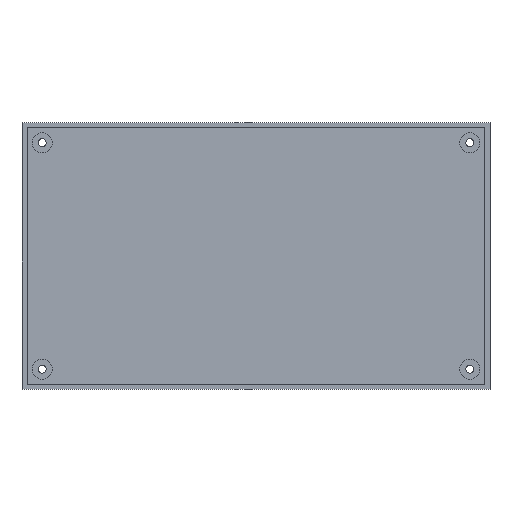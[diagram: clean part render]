
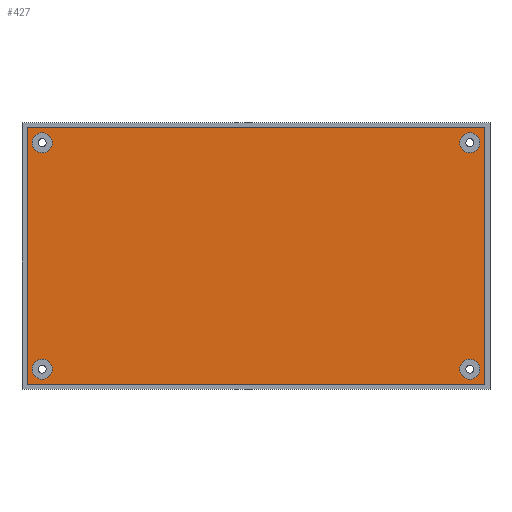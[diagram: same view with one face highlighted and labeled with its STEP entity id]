
A CAD part, top view. The second image highlights one B-rep face of the part: STEP entity #427.
In plain terms, the highlighted planar face has unit normal (0, 0, 1).
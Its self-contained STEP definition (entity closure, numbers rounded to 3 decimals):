
#32=LINE('',#666,#56);
#33=LINE('',#669,#57);
#34=LINE('',#671,#58);
#35=LINE('',#673,#59);
#56=VECTOR('',#532,1000.);
#57=VECTOR('',#533,1000.);
#58=VECTOR('',#534,1000.);
#59=VECTOR('',#535,1000.);
#80=ORIENTED_EDGE('',*,*,#176,.F.);
#81=ORIENTED_EDGE('',*,*,#177,.T.);
#82=ORIENTED_EDGE('',*,*,#178,.T.);
#83=ORIENTED_EDGE('',*,*,#179,.T.);
#84=ORIENTED_EDGE('',*,*,#180,.T.);
#85=ORIENTED_EDGE('',*,*,#181,.F.);
#86=ORIENTED_EDGE('',*,*,#182,.F.);
#87=ORIENTED_EDGE('',*,*,#183,.F.);
#176=EDGE_CURVE('',#224,#224,#264,.T.);
#177=EDGE_CURVE('',#225,#226,#32,.T.);
#178=EDGE_CURVE('',#226,#227,#33,.T.);
#179=EDGE_CURVE('',#227,#228,#34,.T.);
#180=EDGE_CURVE('',#228,#225,#35,.T.);
#181=EDGE_CURVE('',#229,#229,#265,.T.);
#182=EDGE_CURVE('',#230,#230,#266,.T.);
#183=EDGE_CURVE('',#231,#231,#267,.T.);
#224=VERTEX_POINT('',#665);
#225=VERTEX_POINT('',#667);
#226=VERTEX_POINT('',#668);
#227=VERTEX_POINT('',#670);
#228=VERTEX_POINT('',#672);
#229=VERTEX_POINT('',#675);
#230=VERTEX_POINT('',#677);
#231=VERTEX_POINT('',#679);
#264=CIRCLE('',#472,4.);
#265=CIRCLE('',#473,4.);
#266=CIRCLE('',#474,4.);
#267=CIRCLE('',#475,4.);
#288=EDGE_LOOP('',(#80));
#289=EDGE_LOOP('',(#81,#82,#83,#84));
#290=EDGE_LOOP('',(#85));
#291=EDGE_LOOP('',(#86));
#292=EDGE_LOOP('',(#87));
#348=FACE_BOUND('',#288,.T.);
#349=FACE_BOUND('',#289,.T.);
#350=FACE_BOUND('',#290,.T.);
#351=FACE_BOUND('',#291,.T.);
#352=FACE_BOUND('',#292,.T.);
#408=PLANE('',#471);
#427=ADVANCED_FACE('',(#348,#349,#350,#351,#352),#408,.T.);
#471=AXIS2_PLACEMENT_3D('',#663,#528,#529);
#472=AXIS2_PLACEMENT_3D('',#664,#530,#531);
#473=AXIS2_PLACEMENT_3D('',#674,#536,#537);
#474=AXIS2_PLACEMENT_3D('',#676,#538,#539);
#475=AXIS2_PLACEMENT_3D('',#678,#540,#541);
#528=DIRECTION('',(0.,0.,1.));
#529=DIRECTION('',(1.,0.,0.));
#530=DIRECTION('',(0.,0.,1.));
#531=DIRECTION('',(0.,1.,0.));
#532=DIRECTION('',(0.,1.,0.));
#533=DIRECTION('',(-1.,0.,0.));
#534=DIRECTION('',(0.,-1.,0.));
#535=DIRECTION('',(1.,0.,0.));
#536=DIRECTION('',(0.,0.,1.));
#537=DIRECTION('',(1.,0.,0.));
#538=DIRECTION('',(0.,0.,1.));
#539=DIRECTION('',(1.,0.,0.));
#540=DIRECTION('',(0.,0.,1.));
#541=DIRECTION('',(1.,0.,0.));
#663=CARTESIAN_POINT('',(0.,0.,1.));
#664=CARTESIAN_POINT('',(85.,45.,1.));
#665=CARTESIAN_POINT('',(85.,49.,1.));
#666=CARTESIAN_POINT('',(91.,-51.,1.));
#667=CARTESIAN_POINT('',(91.,-51.,1.));
#668=CARTESIAN_POINT('',(91.,51.,1.));
#669=CARTESIAN_POINT('',(91.,51.,1.));
#670=CARTESIAN_POINT('',(-91.,51.,1.));
#671=CARTESIAN_POINT('',(-91.,51.,1.));
#672=CARTESIAN_POINT('',(-91.,-51.,1.));
#673=CARTESIAN_POINT('',(-91.,-51.,1.));
#674=CARTESIAN_POINT('',(-85.,45.,1.));
#675=CARTESIAN_POINT('',(-81.,45.,1.));
#676=CARTESIAN_POINT('',(-85.,-45.,1.));
#677=CARTESIAN_POINT('',(-81.,-45.,1.));
#678=CARTESIAN_POINT('',(85.,-45.,1.));
#679=CARTESIAN_POINT('',(89.,-45.,1.));
